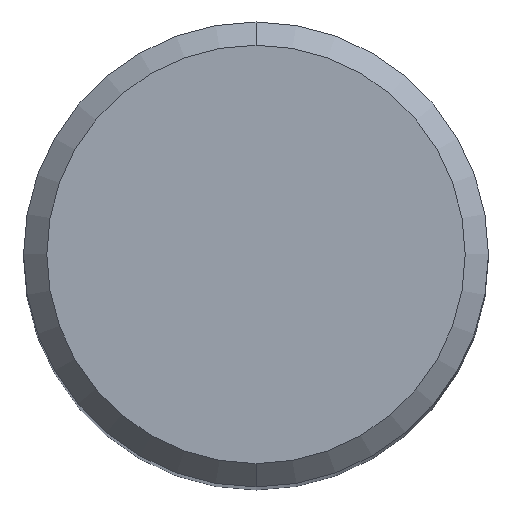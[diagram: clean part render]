
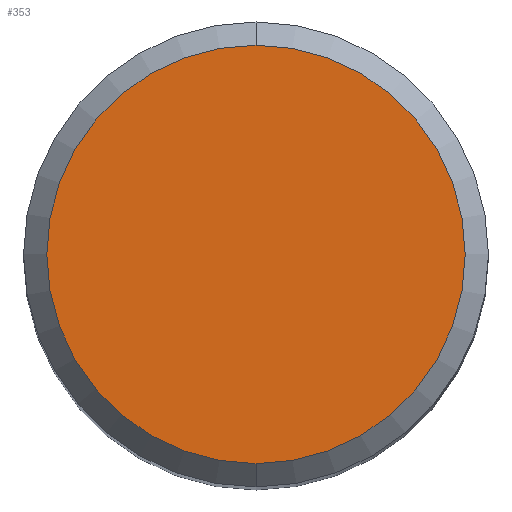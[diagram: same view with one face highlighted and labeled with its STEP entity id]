
A CAD part, top view. The second image highlights one B-rep face of the part: STEP entity #353.
In plain terms, the highlighted planar face has unit normal (0, 0, 1).
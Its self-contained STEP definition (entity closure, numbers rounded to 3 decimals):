
#225=EDGE_CURVE('',#247,#421,#523,.T.);
#247=VERTEX_POINT('',#547);
#353=ADVANCED_FACE('',(#662),#663,.T.);
#419=EDGE_CURVE('',#421,#247,#736,.T.);
#421=VERTEX_POINT('',#738);
#523=CIRCLE('',#904,4.5);
#547=CARTESIAN_POINT('',(0.0,4.5,0.0));
#662=FACE_OUTER_BOUND('',#1206,.T.);
#663=PLANE('',#1207);
#736=CIRCLE('',#1356,4.5);
#738=CARTESIAN_POINT('',(0.,-4.5,0.0));
#904=AXIS2_PLACEMENT_3D('',#1482,#1483,#1484);
#1206=EDGE_LOOP('',(#1629,#1630));
#1207=AXIS2_PLACEMENT_3D('',#1631,#1632,#1633);
#1356=AXIS2_PLACEMENT_3D('',#1729,#1730,#1731);
#1482=CARTESIAN_POINT('',(0.0,0.0,0.0));
#1483=DIRECTION('',(0.0,0.0,-1.0));
#1484=DIRECTION('',(0.0,1.0,0.0));
#1629=ORIENTED_EDGE('',*,*,#225,.F.);
#1630=ORIENTED_EDGE('',*,*,#419,.F.);
#1631=CARTESIAN_POINT('',(0.0,2.25,0.0));
#1632=DIRECTION('',(-0.0,0.0,1.0));
#1633=DIRECTION('',(0.0,-1.0,0.0));
#1729=CARTESIAN_POINT('',(0.0,0.0,0.0));
#1730=DIRECTION('',(0.0,0.0,-1.0));
#1731=DIRECTION('',(0.0,1.0,0.0));
